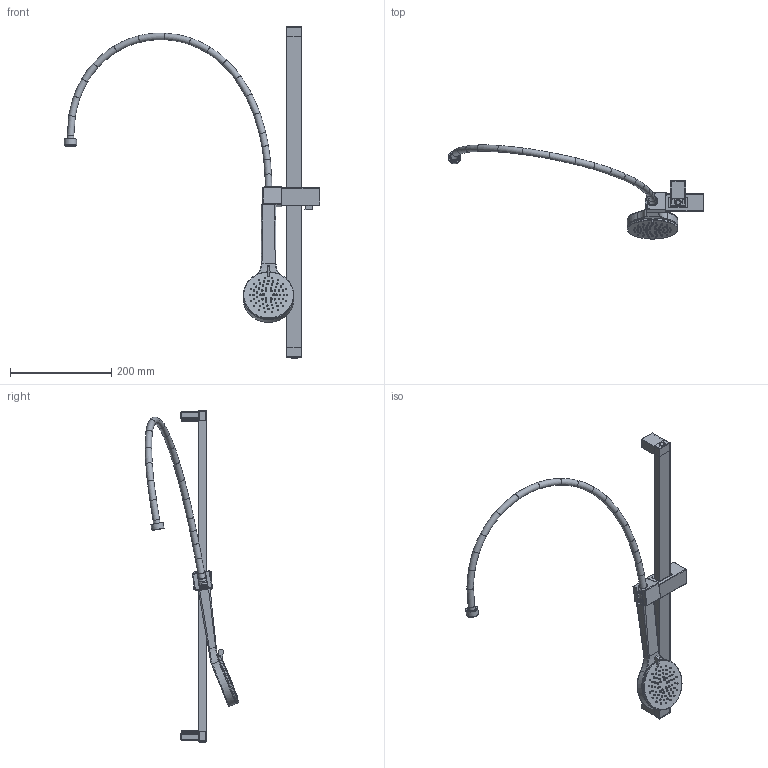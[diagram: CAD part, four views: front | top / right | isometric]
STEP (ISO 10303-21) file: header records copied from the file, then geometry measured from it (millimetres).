
FILE_DESCRIPTION(/* description */ (''),/* implementation_level */ '2;1');
FILE_NAME(/* name */ 'FD3-100-11',/* time_stamp */ '2020-10-12T15:15:17+08:00',/* author */ (''),/* organization */ (''),/* preprocessor_version */ 'ST-DEVELOPER v9',/* originating_system */ 'UGS - NX 4.0',/* authorisation */ '');
FILE_SCHEMA (('CONFIG_CONTROL_DESIGN'));
Length unit declared in the file: millimetre
Products named in the file (1): RST14184
Bounding box: 505.07 x 185.48 x 657 mm (x, y, z)
Volume: 514893.7 mm3; surface area: 246110.2 mm2
Topology: 17 solids, 19 shells, 738 faces, 1531 edges, 995 vertices
Faces by surface type: plane 405, cylinder 264, bspline 27, torus 22, sphere 10, cone 7, extrusion 3
Full cylindrical faces by diameter (mm): 0.864 x53, 1.08 x10, 1.2 x6, 2.592 x53, 3.24 x10, 3.6 x6, 4 x30, 4.2 x2, 5 x2, 6 x2, 7 x2, 10 x2, 12 x4, 13 x2, 14 x2, 16 x1, 16.5 x1, 17 x2, 19 x1, 98 x1
Entity records: 26332 total; most frequent: CARTESIAN_POINT 12001, DIRECTION 2975, ORIENTED_EDGE 2464, EDGE_CURVE 1232, AXIS2_PLACEMENT_3D 1175, EDGE_LOOP 1110, VERTEX_POINT 926, ADVANCED_FACE 710
